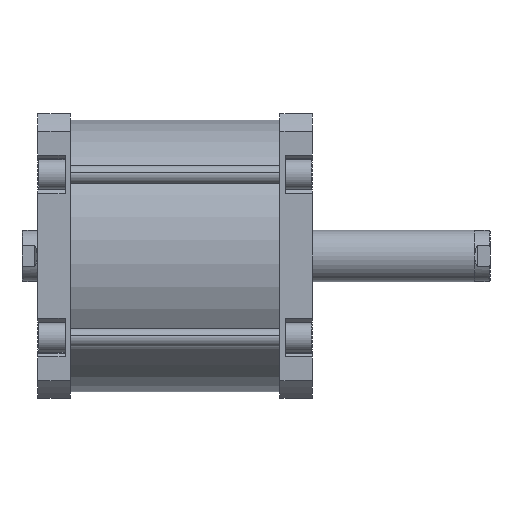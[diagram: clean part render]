
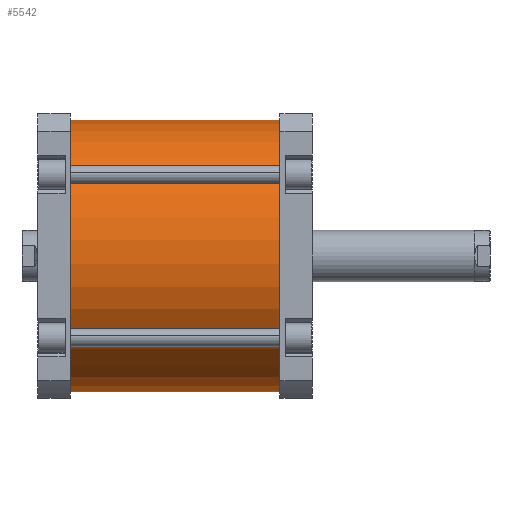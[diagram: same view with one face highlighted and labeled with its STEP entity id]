
A CAD part, front view. The second image highlights one B-rep face of the part: STEP entity #5542.
In plain terms, the highlighted cylindrical face has radius 105 mm (diameter 210 mm), a partial arc.
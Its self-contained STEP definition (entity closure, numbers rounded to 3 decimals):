
#730 = CARTESIAN_POINT ( 'NONE',  ( 105., 0., 0. ) ) ;
#739 = CARTESIAN_POINT ( 'NONE',  ( 105., 0., 162. ) ) ;
#766 = CARTESIAN_POINT ( 'NONE',  ( -105., 0., 162. ) ) ;
#798 = CARTESIAN_POINT ( 'NONE',  ( -105., 0., 0. ) ) ;
#1329 = EDGE_CURVE ( 'NONE', #4713, #4703, #2129, .T. ) ;
#1331 = EDGE_CURVE ( 'NONE', #4740, #4772, #2131, .T. ) ;
#1334 = EDGE_CURVE ( 'NONE', #4740, #4713, #2136, .T. ) ;
#1336 = EDGE_CURVE ( 'NONE', #4772, #4703, #2140, .T. ) ;
#2123 = VECTOR ( 'NONE', #4850, 1000. ) ;
#2126 = VECTOR ( 'NONE', #5038, 1000. ) ;
#2129 = LINE ( 'NONE', #4839, #2123 ) ;
#2131 = LINE ( 'NONE', #4881, #2126 ) ;
#2136 = CIRCLE ( 'NONE', #3491, 105. ) ;
#2140 = CIRCLE ( 'NONE', #3496, 105. ) ;
#2879 = ORIENTED_EDGE ( 'NONE', *, *, #1336, .T. ) ;
#2933 = ORIENTED_EDGE ( 'NONE', *, *, #1331, .T. ) ;
#2936 = ORIENTED_EDGE ( 'NONE', *, *, #1334, .F. ) ;
#2959 = ORIENTED_EDGE ( 'NONE', *, *, #1329, .F. ) ;
#3050 = EDGE_LOOP ( 'NONE', ( #2959, #2936, #2933, #2879 ) ) ;
#3491 = AXIS2_PLACEMENT_3D ( 'NONE', #5040, #4979, #5048 ) ;
#3496 = AXIS2_PLACEMENT_3D ( 'NONE', #4941, #4948, #4894 ) ;
#3776 = AXIS2_PLACEMENT_3D ( 'NONE', #5681, #5680, #5679 ) ;
#4220 = FACE_OUTER_BOUND ( 'NONE', #3050, .T. ) ;
#4221 = CYLINDRICAL_SURFACE ( 'NONE', #3776, 105. ) ;
#4703 = VERTEX_POINT ( 'NONE', #730 ) ;
#4713 = VERTEX_POINT ( 'NONE', #739 ) ;
#4740 = VERTEX_POINT ( 'NONE', #766 ) ;
#4772 = VERTEX_POINT ( 'NONE', #798 ) ;
#4839 = CARTESIAN_POINT ( 'NONE',  ( 105., 0., 162. ) ) ;
#4850 = DIRECTION ( 'NONE',  ( 0., 0., -1. ) ) ;
#4881 = CARTESIAN_POINT ( 'NONE',  ( -105., 0., 162. ) ) ;
#4894 = DIRECTION ( 'NONE',  ( 1., 0., 0. ) ) ;
#4941 = CARTESIAN_POINT ( 'NONE',  ( 0., 0., 0. ) ) ;
#4948 = DIRECTION ( 'NONE',  ( 0., 0., 1. ) ) ;
#4979 = DIRECTION ( 'NONE',  ( 0., 0., 1. ) ) ;
#5038 = DIRECTION ( 'NONE',  ( 0., 0., -1. ) ) ;
#5040 = CARTESIAN_POINT ( 'NONE',  ( 0., 0., 162. ) ) ;
#5048 = DIRECTION ( 'NONE',  ( 1., 0., 0. ) ) ;
#5542 = ADVANCED_FACE ( 'NONE', ( #4220 ), #4221, .T. ) ;
#5679 = DIRECTION ( 'NONE',  ( -1., 0., 0. ) ) ;
#5680 = DIRECTION ( 'NONE',  ( 0., 0., -1. ) ) ;
#5681 = CARTESIAN_POINT ( 'NONE',  ( 0., 0., 162. ) ) ;
